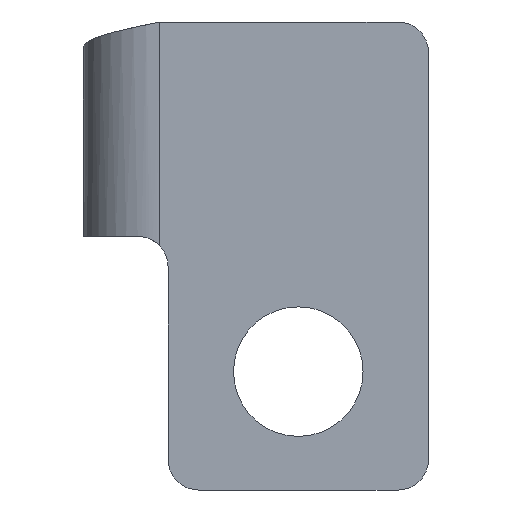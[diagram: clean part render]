
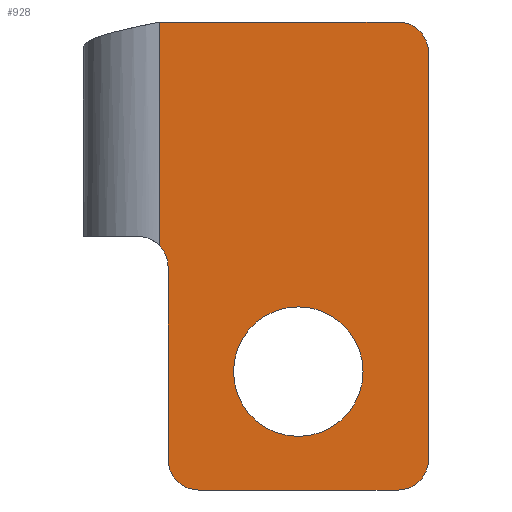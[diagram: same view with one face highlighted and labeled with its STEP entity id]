
A CAD part, left-side view. The second image highlights one B-rep face of the part: STEP entity #928.
In plain terms, the highlighted planar face has unit normal (-1, 0, 0).
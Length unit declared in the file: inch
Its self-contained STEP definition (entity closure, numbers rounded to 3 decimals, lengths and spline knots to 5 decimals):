
#7 = CARTESIAN_POINT ( 'NONE',  ( -0.63, -0.72, -1.91 ) ) ;
#39 = VECTOR ( 'NONE', #1268, 39.37008 ) ;
#49 = VERTEX_POINT ( 'NONE', #1258 ) ;
#58 = CARTESIAN_POINT ( 'NONE',  ( -0.63, -1.31, -0.61636 ) ) ;
#85 = CARTESIAN_POINT ( 'NONE',  ( -0.63, -1.4, -2. ) ) ;
#98 = LINE ( 'NONE', #85, #107 ) ;
#107 = VECTOR ( 'NONE', #472, 39.37008 ) ;
#139 = ORIENTED_EDGE ( 'NONE', *, *, #192, .F. ) ;
#151 = DIRECTION ( 'NONE',  ( 0., 0., 1. ) ) ;
#161 = ORIENTED_EDGE ( 'NONE', *, *, #1285, .F. ) ;
#162 = CARTESIAN_POINT ( 'NONE',  ( -0.63, -0.63, -1.25 ) ) ;
#192 = EDGE_CURVE ( 'NONE', #708, #575, #611, .T. ) ;
#211 = CIRCLE ( 'NONE', #998, 0.09 ) ;
#220 = EDGE_CURVE ( 'NONE', #1212, #880, #502, .T. ) ;
#246 = ORIENTED_EDGE ( 'NONE', *, *, #344, .T. ) ;
#251 = FACE_OUTER_BOUND ( 'NONE', #710, .T. ) ;
#263 = LINE ( 'NONE', #962, #270 ) ;
#270 = VECTOR ( 'NONE', #1087, 39.37008 ) ;
#289 = DIRECTION ( 'NONE',  ( -1., 0., 0. ) ) ;
#294 = AXIS2_PLACEMENT_3D ( 'NONE', #1177, #289, #1086 ) ;
#297 = CARTESIAN_POINT ( 'NONE',  ( -0.63, -1.015, -1.65 ) ) ;
#317 = EDGE_CURVE ( 'NONE', #575, #708, #784, .T. ) ;
#335 = CARTESIAN_POINT ( 'NONE',  ( -0.63, -0.605, -2. ) ) ;
#336 = FACE_BOUND ( 'NONE', #464, .T. ) ;
#344 = EDGE_CURVE ( 'NONE', #1131, #587, #211, .T. ) ;
#357 = VERTEX_POINT ( 'NONE', #732 ) ;
#365 = DIRECTION ( 'NONE',  ( 0., 0., 1. ) ) ;
#368 = ORIENTED_EDGE ( 'NONE', *, *, #567, .T. ) ;
#371 = EDGE_CURVE ( 'NONE', #587, #357, #564, .T. ) ;
#372 = CIRCLE ( 'NONE', #1245, 0.09 ) ;
#386 = EDGE_CURVE ( 'NONE', #880, #1131, #98, .T. ) ;
#402 = CARTESIAN_POINT ( 'NONE',  ( -0.63, -0.63, -1.34 ) ) ;
#409 = DIRECTION ( 'NONE',  ( -1., 0., 0. ) ) ;
#436 = ORIENTED_EDGE ( 'NONE', *, *, #317, .F. ) ;
#438 = VECTOR ( 'NONE', #445, 39.37008 ) ;
#445 = DIRECTION ( 'NONE',  ( 0., 0., -1. ) ) ;
#456 = LINE ( 'NONE', #162, #438 ) ;
#464 = EDGE_LOOP ( 'NONE', ( #139, #436 ) ) ;
#471 = DIRECTION ( 'NONE',  ( 1., 0., 0. ) ) ;
#472 = DIRECTION ( 'NONE',  ( 0., 0., 1. ) ) ;
#486 = ORIENTED_EDGE ( 'NONE', *, *, #220, .T. ) ;
#502 = CIRCLE ( 'NONE', #294, 0.09 ) ;
#505 = DIRECTION ( 'NONE',  ( 0., 0., 1. ) ) ;
#514 = ORIENTED_EDGE ( 'NONE', *, *, #386, .T. ) ;
#543 = DIRECTION ( 'NONE',  ( -1., 0., 0. ) ) ;
#553 = CARTESIAN_POINT ( 'NONE',  ( -0.63, -0.5, -2. ) ) ;
#564 = LINE ( 'NONE', #960, #39 ) ;
#567 = EDGE_CURVE ( 'NONE', #1219, #49, #456, .T. ) ;
#575 = VERTEX_POINT ( 'NONE', #834 ) ;
#587 = VERTEX_POINT ( 'NONE', #58 ) ;
#609 = ORIENTED_EDGE ( 'NONE', *, *, #981, .T. ) ;
#611 = CIRCLE ( 'NONE', #1289, 0.1915 ) ;
#640 = PLANE ( 'NONE',  #644 ) ;
#644 = AXIS2_PLACEMENT_3D ( 'NONE', #553, #948, #1247 ) ;
#683 = CARTESIAN_POINT ( 'NONE',  ( -0.63, -1.015, -1.8415 ) ) ;
#689 = VERTEX_POINT ( 'NONE', #770 ) ;
#692 = DIRECTION ( 'NONE',  ( -1., 0., 0. ) ) ;
#708 = VERTEX_POINT ( 'NONE', #683 ) ;
#710 = EDGE_LOOP ( 'NONE', ( #609, #486, #514, #246, #1240, #161, #1201, #368, #1034 ) ) ;
#718 = EDGE_CURVE ( 'NONE', #941, #1219, #372, .T. ) ;
#732 = CARTESIAN_POINT ( 'NONE',  ( -0.63, -0.605, -0.61636 ) ) ;
#733 = LINE ( 'NONE', #335, #851 ) ;
#770 = CARTESIAN_POINT ( 'NONE',  ( -0.63, -0.72, -2. ) ) ;
#775 = DIRECTION ( 'NONE',  ( 0., 0., 1. ) ) ;
#784 = CIRCLE ( 'NONE', #914, 0.1915 ) ;
#798 = DIRECTION ( 'NONE',  ( 0., 0., 1. ) ) ;
#804 = CIRCLE ( 'NONE', #1163, 0.09 ) ;
#806 = CARTESIAN_POINT ( 'NONE',  ( -0.63, -1.4, -0.70636 ) ) ;
#811 = CARTESIAN_POINT ( 'NONE',  ( -0.63, -1.31, -2. ) ) ;
#830 = CARTESIAN_POINT ( 'NONE',  ( -0.63, -1.31, -0.70636 ) ) ;
#834 = CARTESIAN_POINT ( 'NONE',  ( -0.63, -1.015, -1.4585 ) ) ;
#851 = VECTOR ( 'NONE', #1029, 39.37008 ) ;
#875 = CARTESIAN_POINT ( 'NONE',  ( -0.63, -0.54, -1.34 ) ) ;
#880 = VERTEX_POINT ( 'NONE', #1035 ) ;
#914 = AXIS2_PLACEMENT_3D ( 'NONE', #931, #543, #151 ) ;
#928 = ADVANCED_FACE ( 'NONE', ( #336, #251 ), #640, .T. ) ;
#931 = CARTESIAN_POINT ( 'NONE',  ( -0.63, -1.015, -1.65 ) ) ;
#941 = VERTEX_POINT ( 'NONE', #1167 ) ;
#948 = DIRECTION ( 'NONE',  ( -1., 0., 0. ) ) ;
#960 = CARTESIAN_POINT ( 'NONE',  ( -0.63, -1.4, -0.61636 ) ) ;
#962 = CARTESIAN_POINT ( 'NONE',  ( -0.63, -0.5, -2. ) ) ;
#981 = EDGE_CURVE ( 'NONE', #689, #1212, #263, .T. ) ;
#998 = AXIS2_PLACEMENT_3D ( 'NONE', #830, #1257, #365 ) ;
#1029 = DIRECTION ( 'NONE',  ( 0., 0., 1. ) ) ;
#1034 = ORIENTED_EDGE ( 'NONE', *, *, #1097, .T. ) ;
#1035 = CARTESIAN_POINT ( 'NONE',  ( -0.63, -1.4, -1.91 ) ) ;
#1086 = DIRECTION ( 'NONE',  ( 0., 0., 1. ) ) ;
#1087 = DIRECTION ( 'NONE',  ( 0., -1., 0. ) ) ;
#1097 = EDGE_CURVE ( 'NONE', #49, #689, #804, .T. ) ;
#1131 = VERTEX_POINT ( 'NONE', #806 ) ;
#1163 = AXIS2_PLACEMENT_3D ( 'NONE', #7, #409, #798 ) ;
#1167 = CARTESIAN_POINT ( 'NONE',  ( -0.63, -0.605, -1.27775 ) ) ;
#1177 = CARTESIAN_POINT ( 'NONE',  ( -0.63, -1.31, -1.91 ) ) ;
#1201 = ORIENTED_EDGE ( 'NONE', *, *, #718, .T. ) ;
#1212 = VERTEX_POINT ( 'NONE', #811 ) ;
#1219 = VERTEX_POINT ( 'NONE', #402 ) ;
#1240 = ORIENTED_EDGE ( 'NONE', *, *, #371, .T. ) ;
#1245 = AXIS2_PLACEMENT_3D ( 'NONE', #875, #471, #775 ) ;
#1247 = DIRECTION ( 'NONE',  ( 0., 0., 1. ) ) ;
#1257 = DIRECTION ( 'NONE',  ( -1., 0., 0. ) ) ;
#1258 = CARTESIAN_POINT ( 'NONE',  ( -0.63, -0.63, -1.91 ) ) ;
#1268 = DIRECTION ( 'NONE',  ( 0., 1., 0. ) ) ;
#1285 = EDGE_CURVE ( 'NONE', #941, #357, #733, .T. ) ;
#1289 = AXIS2_PLACEMENT_3D ( 'NONE', #297, #692, #505 ) ;
